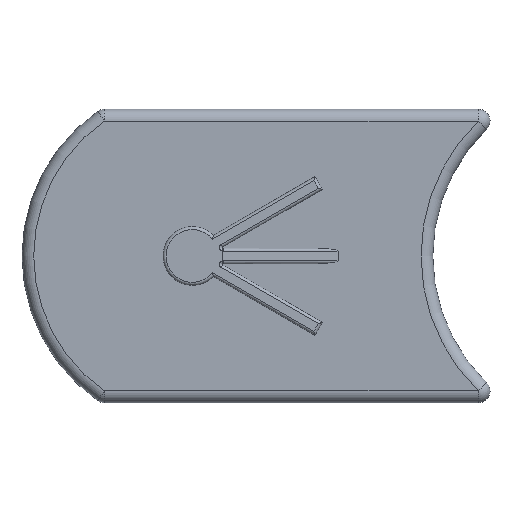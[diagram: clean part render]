
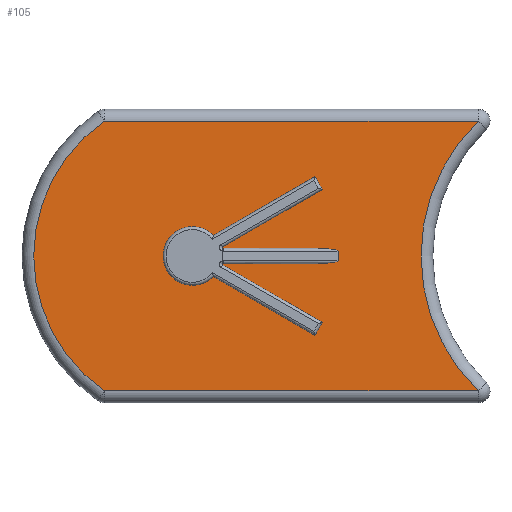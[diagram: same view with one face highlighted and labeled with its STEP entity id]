
A CAD part, top view. The second image highlights one B-rep face of the part: STEP entity #105.
In plain terms, the highlighted planar face has unit normal (0, 0, 1).
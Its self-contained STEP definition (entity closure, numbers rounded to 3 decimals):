
#84=ELLIPSE('',#905,4.932,0.5);
#85=ELLIPSE('',#906,4.932,0.5);
#94=FACE_BOUND('',#236,.T.);
#95=FACE_BOUND('',#237,.T.);
#105=ADVANCED_FACE('',(#94,#95),#164,.T.);
#164=PLANE('',#907);
#236=EDGE_LOOP('',(#360,#361,#362,#363));
#237=EDGE_LOOP('',(#364,#365,#366,#367,#368,#369,#370,#371,#372,#373,#374,
#375,#376,#377));
#303=CIRCLE('',#900,32.);
#304=CIRCLE('',#901,28.);
#305=CIRCLE('',#902,0.1);
#306=CIRCLE('',#903,5.);
#307=CIRCLE('',#904,0.1);
#360=ORIENTED_EDGE('',*,*,#675,.T.);
#361=ORIENTED_EDGE('',*,*,#676,.T.);
#362=ORIENTED_EDGE('',*,*,#677,.T.);
#363=ORIENTED_EDGE('',*,*,#678,.T.);
#364=ORIENTED_EDGE('',*,*,#679,.F.);
#365=ORIENTED_EDGE('',*,*,#680,.T.);
#366=ORIENTED_EDGE('',*,*,#681,.F.);
#367=ORIENTED_EDGE('',*,*,#682,.F.);
#368=ORIENTED_EDGE('',*,*,#683,.F.);
#369=ORIENTED_EDGE('',*,*,#684,.F.);
#370=ORIENTED_EDGE('',*,*,#685,.F.);
#371=ORIENTED_EDGE('',*,*,#686,.F.);
#372=ORIENTED_EDGE('',*,*,#687,.F.);
#373=ORIENTED_EDGE('',*,*,#688,.T.);
#374=ORIENTED_EDGE('',*,*,#689,.F.);
#375=ORIENTED_EDGE('',*,*,#690,.T.);
#376=ORIENTED_EDGE('',*,*,#691,.F.);
#377=ORIENTED_EDGE('',*,*,#692,.T.);
#604=VERTEX_POINT('',#1326);
#605=VERTEX_POINT('',#1327);
#606=VERTEX_POINT('',#1329);
#607=VERTEX_POINT('',#1331);
#608=VERTEX_POINT('',#1334);
#609=VERTEX_POINT('',#1335);
#610=VERTEX_POINT('',#1337);
#611=VERTEX_POINT('',#1339);
#612=VERTEX_POINT('',#1341);
#613=VERTEX_POINT('',#1343);
#614=VERTEX_POINT('',#1345);
#615=VERTEX_POINT('',#1347);
#616=VERTEX_POINT('',#1349);
#617=VERTEX_POINT('',#1351);
#618=VERTEX_POINT('',#1353);
#619=VERTEX_POINT('',#1355);
#620=VERTEX_POINT('',#1357);
#621=VERTEX_POINT('',#1359);
#675=EDGE_CURVE('',#604,#605,#794,.T.);
#676=EDGE_CURVE('',#605,#606,#303,.T.);
#677=EDGE_CURVE('',#606,#607,#795,.T.);
#678=EDGE_CURVE('',#607,#604,#304,.T.);
#679=EDGE_CURVE('',#608,#609,#796,.T.);
#680=EDGE_CURVE('',#608,#610,#305,.T.);
#681=EDGE_CURVE('',#611,#610,#797,.T.);
#682=EDGE_CURVE('',#612,#611,#798,.T.);
#683=EDGE_CURVE('',#613,#612,#799,.T.);
#684=EDGE_CURVE('',#614,#613,#306,.T.);
#685=EDGE_CURVE('',#615,#614,#800,.T.);
#686=EDGE_CURVE('',#616,#615,#801,.T.);
#687=EDGE_CURVE('',#617,#616,#802,.T.);
#688=EDGE_CURVE('',#617,#618,#307,.T.);
#689=EDGE_CURVE('',#619,#618,#803,.T.);
#690=EDGE_CURVE('',#619,#620,#84,.T.);
#691=EDGE_CURVE('',#621,#620,#804,.T.);
#692=EDGE_CURVE('',#621,#609,#85,.T.);
#794=LINE('',#1325,#848);
#795=LINE('',#1330,#849);
#796=LINE('',#1333,#850);
#797=LINE('',#1338,#851);
#798=LINE('',#1340,#852);
#799=LINE('',#1342,#853);
#800=LINE('',#1346,#854);
#801=LINE('',#1348,#855);
#802=LINE('',#1350,#856);
#803=LINE('',#1354,#857);
#804=LINE('',#1358,#858);
#848=VECTOR('',#1030,1.);
#849=VECTOR('',#1033,1.);
#850=VECTOR('',#1036,1.);
#851=VECTOR('',#1039,1.);
#852=VECTOR('',#1040,1.);
#853=VECTOR('',#1041,1.);
#854=VECTOR('',#1044,1.);
#855=VECTOR('',#1045,1.);
#856=VECTOR('',#1046,1.);
#857=VECTOR('',#1049,1.);
#858=VECTOR('',#1052,1.);
#900=AXIS2_PLACEMENT_3D('',#1328,#1031,#1032);
#901=AXIS2_PLACEMENT_3D('',#1332,#1034,#1035);
#902=AXIS2_PLACEMENT_3D('',#1336,#1037,#1038);
#903=AXIS2_PLACEMENT_3D('',#1344,#1042,#1043);
#904=AXIS2_PLACEMENT_3D('',#1352,#1047,#1048);
#905=AXIS2_PLACEMENT_3D('',#1356,#1050,#1051);
#906=AXIS2_PLACEMENT_3D('',#1360,#1053,#1054);
#907=AXIS2_PLACEMENT_3D('',#1361,#1055,#1056);
#1030=DIRECTION('',(1.,0.,0.));
#1031=DIRECTION('',(0.,0.,-1.));
#1032=DIRECTION('',(1.,0.,0.));
#1033=DIRECTION('',(-1.,0.,0.));
#1034=DIRECTION('',(0.,0.,1.));
#1035=DIRECTION('',(1.,0.,0.));
#1036=DIRECTION('',(1.,0.,0.));
#1037=DIRECTION('',(0.,0.,1.));
#1038=DIRECTION('',(1.,0.,0.));
#1039=DIRECTION('',(-0.866,0.5,0.));
#1040=DIRECTION('',(0.5,0.866,0.));
#1041=DIRECTION('',(0.866,-0.5,0.));
#1042=DIRECTION('',(0.,0.,1.));
#1043=DIRECTION('',(1.,0.,0.));
#1044=DIRECTION('',(-0.866,-0.5,0.));
#1045=DIRECTION('',(-0.5,0.866,0.));
#1046=DIRECTION('',(0.866,0.5,0.));
#1047=DIRECTION('',(0.,0.,1.));
#1048=DIRECTION('',(1.,0.,0.));
#1049=DIRECTION('',(-1.,0.,0.));
#1050=DIRECTION('',(0.,0.,-1.));
#1051=DIRECTION('',(-1.,0.,0.));
#1052=DIRECTION('',(0.,1.,0.));
#1053=DIRECTION('',(0.,0.,-1.));
#1054=DIRECTION('',(1.,0.,0.));
#1055=DIRECTION('',(0.,0.,1.));
#1056=DIRECTION('',(1.,0.,0.));
#1325=CARTESIAN_POINT('',(35.,-48.,5.));
#1326=CARTESIAN_POINT('',(0.614,-48.,5.));
#1327=CARTESIAN_POINT('',(64.335,-48.,5.));
#1328=CARTESIAN_POINT('',(86.583,-25.,5.));
#1329=CARTESIAN_POINT('',(64.335,-2.,5.));
#1330=CARTESIAN_POINT('',(35.,-2.,5.));
#1331=CARTESIAN_POINT('',(0.614,-2.,5.));
#1332=CARTESIAN_POINT('',(16.583,-25.,5.));
#1333=CARTESIAN_POINT('',(20.432,-26.338,5.));
#1334=CARTESIAN_POINT('',(20.805,-26.338,5.));
#1335=CARTESIAN_POINT('',(35.5,-26.338,5.));
#1336=CARTESIAN_POINT('',(20.805,-26.438,5.));
#1337=CARTESIAN_POINT('',(20.755,-26.525,5.));
#1338=CARTESIAN_POINT('',(37.753,-36.338,5.));
#1339=CARTESIAN_POINT('',(37.753,-36.338,5.));
#1340=CARTESIAN_POINT('',(36.503,-38.503,5.));
#1341=CARTESIAN_POINT('',(36.503,-38.503,5.));
#1342=CARTESIAN_POINT('',(19.182,-28.503,5.));
#1343=CARTESIAN_POINT('',(19.182,-28.503,5.));
#1344=CARTESIAN_POINT('',(15.614,-25.,5.));
#1345=CARTESIAN_POINT('',(19.182,-21.497,5.));
#1346=CARTESIAN_POINT('',(36.503,-11.497,5.));
#1347=CARTESIAN_POINT('',(36.503,-11.497,5.));
#1348=CARTESIAN_POINT('',(37.753,-13.662,5.));
#1349=CARTESIAN_POINT('',(37.753,-13.662,5.));
#1350=CARTESIAN_POINT('',(20.432,-23.662,5.));
#1351=CARTESIAN_POINT('',(20.755,-23.475,5.));
#1352=CARTESIAN_POINT('',(20.805,-23.562,5.));
#1353=CARTESIAN_POINT('',(20.805,-23.662,5.));
#1354=CARTESIAN_POINT('',(40.432,-23.662,5.));
#1355=CARTESIAN_POINT('',(35.5,-23.662,5.));
#1356=CARTESIAN_POINT('',(35.5,-24.162,5.));
#1357=CARTESIAN_POINT('',(40.432,-24.162,5.));
#1358=CARTESIAN_POINT('',(40.432,-26.338,5.));
#1359=CARTESIAN_POINT('',(40.432,-25.838,5.));
#1360=CARTESIAN_POINT('',(35.5,-25.838,5.));
#1361=CARTESIAN_POINT('',(35.,-25.,5.));
